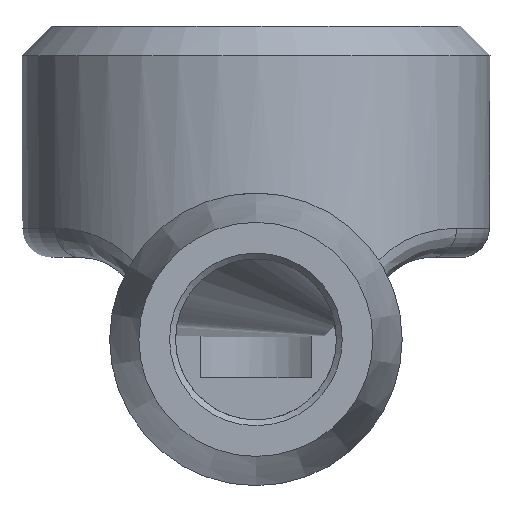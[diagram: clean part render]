
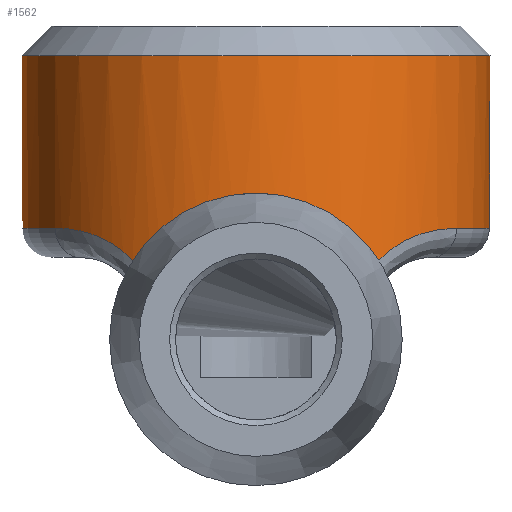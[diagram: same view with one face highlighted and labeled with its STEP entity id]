
A CAD part, front view. The second image highlights one B-rep face of the part: STEP entity #1562.
In plain terms, the highlighted cylindrical face has radius 8 mm (diameter 16 mm), a full revolution.
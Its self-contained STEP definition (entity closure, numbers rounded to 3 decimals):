
#530=CARTESIAN_POINT('',(3.922,-6.972,8.651));
#531=VERTEX_POINT('',#530);
#539=CARTESIAN_POINT('',(-3.922,-6.972,8.651));
#540=VERTEX_POINT('',#539);
#541=CARTESIAN_POINT('',(3.922,-6.972,8.651));
#542=CARTESIAN_POINT('',(3.498,-7.211,9.548));
#543=CARTESIAN_POINT('',(2.504,-7.686,10.655));
#544=CARTESIAN_POINT('',(0.719,-8.009,11.32));
#545=CARTESIAN_POINT('',(-0.717,-8.01,11.32));
#546=CARTESIAN_POINT('',(-2.501,-7.687,10.657));
#547=CARTESIAN_POINT('',(-3.498,-7.211,9.548));
#548=CARTESIAN_POINT('',(-3.922,-6.972,8.651));
#549=B_SPLINE_CURVE_WITH_KNOTS('',3,(#541,#542,#543,#544,#545,#546,#547,#548),.UNSPECIFIED.,.F.,.U.,(4,1,1,1,1,4),(-1.104,-0.788,-0.631,-0.473,-0.315,0.0),.UNSPECIFIED.);
#550=EDGE_CURVE('',#531,#540,#549,.T.);
#807=CARTESIAN_POINT('',(3.507,7.19,10.1));
#808=VERTEX_POINT('',#807);
#827=CARTESIAN_POINT('',(-3.507,7.19,10.1));
#828=VERTEX_POINT('',#827);
#836=CARTESIAN_POINT('',(0.0,0.0,10.1));
#837=DIRECTION('',(0.,0.,-1.0));
#838=DIRECTION('',(0.,1.0,0.));
#839=AXIS2_PLACEMENT_3D('',#836,#837,#838);
#840=CIRCLE('',#839,8.0);
#841=EDGE_CURVE('',#828,#808,#840,.T.);
#867=CARTESIAN_POINT('',(5.333,5.963,9.787));
#868=VERTEX_POINT('',#867);
#886=CARTESIAN_POINT('',(3.507,7.19,10.1));
#887=CARTESIAN_POINT('',(4.178,6.863,10.1));
#888=CARTESIAN_POINT('',(4.816,6.425,10.045));
#889=CARTESIAN_POINT('',(5.333,5.963,9.787));
#890=B_SPLINE_CURVE_WITH_KNOTS('',3,(#886,#887,#888,#889),.UNSPECIFIED.,.F.,.U.,(4,4),(0.0,0.196),.UNSPECIFIED.);
#891=EDGE_CURVE('',#808,#868,#890,.T.);
#919=CARTESIAN_POINT('',(-5.333,5.963,9.787));
#920=VERTEX_POINT('',#919);
#928=CARTESIAN_POINT('',(-5.333,5.963,9.787));
#929=CARTESIAN_POINT('',(-4.816,6.425,10.045));
#930=CARTESIAN_POINT('',(-4.178,6.863,10.1));
#931=CARTESIAN_POINT('',(-3.507,7.19,10.1));
#932=B_SPLINE_CURVE_WITH_KNOTS('',3,(#928,#929,#930,#931),.UNSPECIFIED.,.F.,.U.,(4,4),(-0.196,0.),.UNSPECIFIED.);
#933=EDGE_CURVE('',#920,#828,#932,.T.);
#1474=CARTESIAN_POINT('',(6.857,4.121,10.1));
#1475=VERTEX_POINT('',#1474);
#1476=CARTESIAN_POINT('',(5.333,5.963,9.787));
#1477=CARTESIAN_POINT('',(5.902,5.454,10.034));
#1478=CARTESIAN_POINT('',(6.44,4.815,10.1));
#1479=CARTESIAN_POINT('',(6.857,4.121,10.1));
#1480=B_SPLINE_CURVE_WITH_KNOTS('',3,(#1476,#1477,#1478,#1479),.UNSPECIFIED.,.F.,.U.,(4,4),(0.356,0.569),.UNSPECIFIED.);
#1481=EDGE_CURVE('',#868,#1475,#1480,.T.);
#1494=CARTESIAN_POINT('',(0.0,0.0,0.0));
#1495=DIRECTION('',(0.0,0.0,1.0));
#1496=DIRECTION('',(-1.0,0.0,0.0));
#1497=AXIS2_PLACEMENT_3D('',#1494,#1495,#1496);
#1498=CYLINDRICAL_SURFACE('',#1497,8.0);
#1499=ORIENTED_EDGE('',*,*,#550,.F.);
#1500=CARTESIAN_POINT('',(6.857,-4.121,10.1));
#1501=VERTEX_POINT('',#1500);
#1502=CARTESIAN_POINT('',(6.857,-4.121,10.1));
#1503=CARTESIAN_POINT('',(6.46,-4.782,10.1));
#1504=CARTESIAN_POINT('',(5.611,-5.807,10.003));
#1505=CARTESIAN_POINT('',(4.49,-6.64,9.342));
#1506=CARTESIAN_POINT('',(4.049,-6.902,8.832));
#1507=CARTESIAN_POINT('',(3.923,-6.973,8.65));
#1508=B_SPLINE_CURVE_WITH_KNOTS('',3,(#1502,#1503,#1504,#1505,#1506,#1507),.UNSPECIFIED.,.F.,.U.,(4,1,1,4),(0.0,0.203,0.338,0.404),.UNSPECIFIED.);
#1509=EDGE_CURVE('',#1501,#531,#1508,.T.);
#1510=ORIENTED_EDGE('',*,*,#1509,.F.);
#1511=CARTESIAN_POINT('',(0.0,0.0,10.1));
#1512=DIRECTION('',(0.0,0.0,-1.0));
#1513=DIRECTION('',(1.0,0.0,0.0));
#1514=AXIS2_PLACEMENT_3D('',#1511,#1512,#1513);
#1515=CIRCLE('',#1514,8.0);
#1516=EDGE_CURVE('',#1475,#1501,#1515,.T.);
#1517=ORIENTED_EDGE('',*,*,#1516,.F.);
#1518=ORIENTED_EDGE('',*,*,#1481,.F.);
#1519=ORIENTED_EDGE('',*,*,#891,.F.);
#1520=ORIENTED_EDGE('',*,*,#841,.F.);
#1521=ORIENTED_EDGE('',*,*,#933,.F.);
#1522=CARTESIAN_POINT('',(-6.857,4.121,10.1));
#1523=VERTEX_POINT('',#1522);
#1524=CARTESIAN_POINT('',(-6.857,4.121,10.1));
#1525=CARTESIAN_POINT('',(-6.441,4.814,10.1));
#1526=CARTESIAN_POINT('',(-5.903,5.454,10.035));
#1527=CARTESIAN_POINT('',(-5.333,5.963,9.787));
#1528=B_SPLINE_CURVE_WITH_KNOTS('',3,(#1524,#1525,#1526,#1527),.UNSPECIFIED.,.F.,.U.,(4,4),(0.,0.212),.UNSPECIFIED.);
#1529=EDGE_CURVE('',#1523,#920,#1528,.T.);
#1530=ORIENTED_EDGE('',*,*,#1529,.F.);
#1531=CARTESIAN_POINT('',(-6.857,-4.121,10.1));
#1532=VERTEX_POINT('',#1531);
#1533=CARTESIAN_POINT('',(0.0,0.0,10.1));
#1534=DIRECTION('',(0.0,0.0,-1.0));
#1535=DIRECTION('',(-1.0,0.0,0.0));
#1536=AXIS2_PLACEMENT_3D('',#1533,#1534,#1535);
#1537=CIRCLE('',#1536,8.0);
#1538=EDGE_CURVE('',#1532,#1523,#1537,.T.);
#1539=ORIENTED_EDGE('',*,*,#1538,.F.);
#1540=CARTESIAN_POINT('',(-3.923,-6.973,8.65));
#1541=CARTESIAN_POINT('',(-4.049,-6.902,8.832));
#1542=CARTESIAN_POINT('',(-4.49,-6.64,9.342));
#1543=CARTESIAN_POINT('',(-5.611,-5.807,10.003));
#1544=CARTESIAN_POINT('',(-6.46,-4.782,10.1));
#1545=CARTESIAN_POINT('',(-6.857,-4.121,10.1));
#1546=B_SPLINE_CURVE_WITH_KNOTS('',3,(#1540,#1541,#1542,#1543,#1544,#1545),.UNSPECIFIED.,.F.,.U.,(4,1,1,4),(0.069,0.135,0.27,0.473),.UNSPECIFIED.);
#1547=EDGE_CURVE('',#540,#1532,#1546,.T.);
#1548=ORIENTED_EDGE('',*,*,#1547,.F.);
#1549=EDGE_LOOP('',(#1499,#1510,#1517,#1518,#1519,#1520,#1521,#1530,#1539,#1548));
#1550=FACE_OUTER_BOUND('',#1549,.T.);
#1551=CARTESIAN_POINT('',(8.0,0.,16.0));
#1552=VERTEX_POINT('',#1551);
#1553=CARTESIAN_POINT('',(0.0,0.0,16.0));
#1554=DIRECTION('',(0.0,0.0,1.0));
#1555=DIRECTION('',(-1.0,0.0,0.0));
#1556=AXIS2_PLACEMENT_3D('',#1553,#1554,#1555);
#1557=CIRCLE('',#1556,8.0);
#1558=EDGE_CURVE('',#1552,#1552,#1557,.T.);
#1559=ORIENTED_EDGE('',*,*,#1558,.F.);
#1560=EDGE_LOOP('',(#1559));
#1561=FACE_BOUND('',#1560,.T.);
#1562=ADVANCED_FACE('',(#1550,#1561),#1498,.T.);
